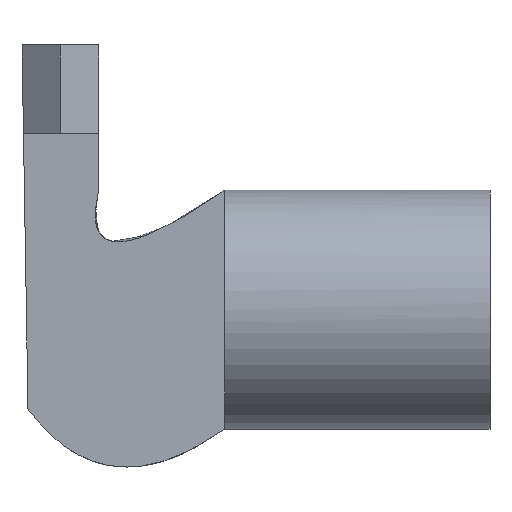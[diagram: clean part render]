
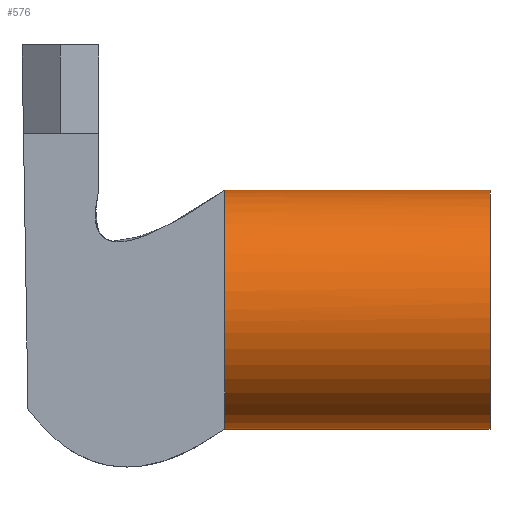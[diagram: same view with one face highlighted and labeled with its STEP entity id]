
A CAD part, left-side view. The second image highlights one B-rep face of the part: STEP entity #576.
In plain terms, the highlighted free-form (B-spline) face has degree [2, 1] with [5, 2] control points.
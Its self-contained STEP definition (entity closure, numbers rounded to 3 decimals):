
#125 = VERTEX_POINT('',#126);
#126 = CARTESIAN_POINT('',(0.,3.286,1.479));
#134 = EDGE_CURVE('',#125,#135,#137,.T.);
#135 = VERTEX_POINT('',#136);
#136 = CARTESIAN_POINT('',(0.,0.,1.479));
#137 = B_SPLINE_CURVE_WITH_KNOTS('',1,(#138,#139),.UNSPECIFIED.,.F.,.F.,
  (2,2),(0.,3.),.PIECEWISE_BEZIER_KNOTS.);
#138 = CARTESIAN_POINT('',(0.,3.286,
    1.479));
#139 = CARTESIAN_POINT('',(0.,0.,1.479));
#142 = VERTEX_POINT('',#143);
#143 = CARTESIAN_POINT('',(0.,0.,-1.479));
#151 = EDGE_CURVE('',#152,#142,#154,.T.);
#152 = VERTEX_POINT('',#153);
#153 = CARTESIAN_POINT('',(0.,3.286,-1.479));
#154 = B_SPLINE_CURVE_WITH_KNOTS('',1,(#155,#156),.UNSPECIFIED.,.F.,.F.,
  (2,2),(-0.,3.),.PIECEWISE_BEZIER_KNOTS.);
#155 = CARTESIAN_POINT('',(0.,3.286,-1.479));
#156 = CARTESIAN_POINT('',(0.,0.,-1.479));
#484 = VERTEX_POINT('',#485);
#485 = CARTESIAN_POINT('',(-1.479,3.286,0.));
#552 = EDGE_CURVE('',#142,#135,#553,.T.);
#553 = ( BOUNDED_CURVE() B_SPLINE_CURVE(2,(#554,#555,#556,#557,#558),
.UNSPECIFIED.,.F.,.F.) B_SPLINE_CURVE_WITH_KNOTS((3,2,3),(3.142,
4.712,6.283),.PIECEWISE_BEZIER_KNOTS.) CURVE() 
GEOMETRIC_REPRESENTATION_ITEM() RATIONAL_B_SPLINE_CURVE((1.,
0.707,1.,0.707,1.)) REPRESENTATION_ITEM('') );
#554 = CARTESIAN_POINT('',(0.,0.,-1.479));
#555 = CARTESIAN_POINT('',(-1.479,0.,-1.479));
#556 = CARTESIAN_POINT('',(-1.479,0.,0.));
#557 = CARTESIAN_POINT('',(-1.479,0.,1.479));
#558 = CARTESIAN_POINT('',(0.,0.,1.479));
#576 = ADVANCED_FACE('',(#577),#594,.T.);
#577 = FACE_BOUND('',#578,.T.);
#578 = EDGE_LOOP('',(#579,#580,#586,#592,#593));
#579 = ORIENTED_EDGE('',*,*,#134,.F.);
#580 = ORIENTED_EDGE('',*,*,#581,.F.);
#581 = EDGE_CURVE('',#484,#125,#582,.T.);
#582 = ( BOUNDED_CURVE() B_SPLINE_CURVE(2,(#583,#584,#585),
.UNSPECIFIED.,.F.,.F.) B_SPLINE_CURVE_WITH_KNOTS((3,3),(4.712,
6.283),.PIECEWISE_BEZIER_KNOTS.) CURVE() 
GEOMETRIC_REPRESENTATION_ITEM() RATIONAL_B_SPLINE_CURVE((1.,
0.707,1.)) REPRESENTATION_ITEM('') );
#583 = CARTESIAN_POINT('',(-1.479,3.286,
    0.));
#584 = CARTESIAN_POINT('',(-1.479,3.286,1.479
    ));
#585 = CARTESIAN_POINT('',(0.,3.286,
    1.479));
#586 = ORIENTED_EDGE('',*,*,#587,.F.);
#587 = EDGE_CURVE('',#152,#484,#588,.T.);
#588 = ( BOUNDED_CURVE() B_SPLINE_CURVE(2,(#589,#590,#591),
.UNSPECIFIED.,.F.,.F.) B_SPLINE_CURVE_WITH_KNOTS((3,3),(3.142,
4.712),.PIECEWISE_BEZIER_KNOTS.) CURVE() 
GEOMETRIC_REPRESENTATION_ITEM() RATIONAL_B_SPLINE_CURVE((1.,
0.707,1.)) REPRESENTATION_ITEM('') );
#589 = CARTESIAN_POINT('',(0.,3.286,
    -1.479));
#590 = CARTESIAN_POINT('',(-1.479,3.286,
    -1.479));
#591 = CARTESIAN_POINT('',(-1.479,3.286,
    0.));
#592 = ORIENTED_EDGE('',*,*,#151,.T.);
#593 = ORIENTED_EDGE('',*,*,#552,.T.);
#594 = ( BOUNDED_SURFACE() B_SPLINE_SURFACE(2,1,(
    (#595,#596)
    ,(#597,#598)
    ,(#599,#600)
    ,(#601,#602)
,(#603,#604
    )),.UNSPECIFIED.,.F.,.F.,.F.) B_SPLINE_SURFACE_WITH_KNOTS((3,2,3),(2
    ,2),(3.142,4.712,6.283),(0.,3.),
.PIECEWISE_BEZIER_KNOTS.) GEOMETRIC_REPRESENTATION_ITEM() 
RATIONAL_B_SPLINE_SURFACE((
    (1.,1.)
    ,(0.707,0.707)
    ,(1.,1.)
    ,(0.707,0.707)
,(1.,1.))) REPRESENTATION_ITEM('') SURFACE() );
#595 = CARTESIAN_POINT('',(0.,3.286,
    1.479));
#596 = CARTESIAN_POINT('',(0.,0.,1.479));
#597 = CARTESIAN_POINT('',(-1.479,3.286,1.479
    ));
#598 = CARTESIAN_POINT('',(-1.479,0.,1.479));
#599 = CARTESIAN_POINT('',(-1.479,3.286,
    0.));
#600 = CARTESIAN_POINT('',(-1.479,0.,0.));
#601 = CARTESIAN_POINT('',(-1.479,3.286,
    -1.479));
#602 = CARTESIAN_POINT('',(-1.479,0.,-1.479));
#603 = CARTESIAN_POINT('',(0.,3.286,
    -1.479));
#604 = CARTESIAN_POINT('',(0.,0.,-1.479));
